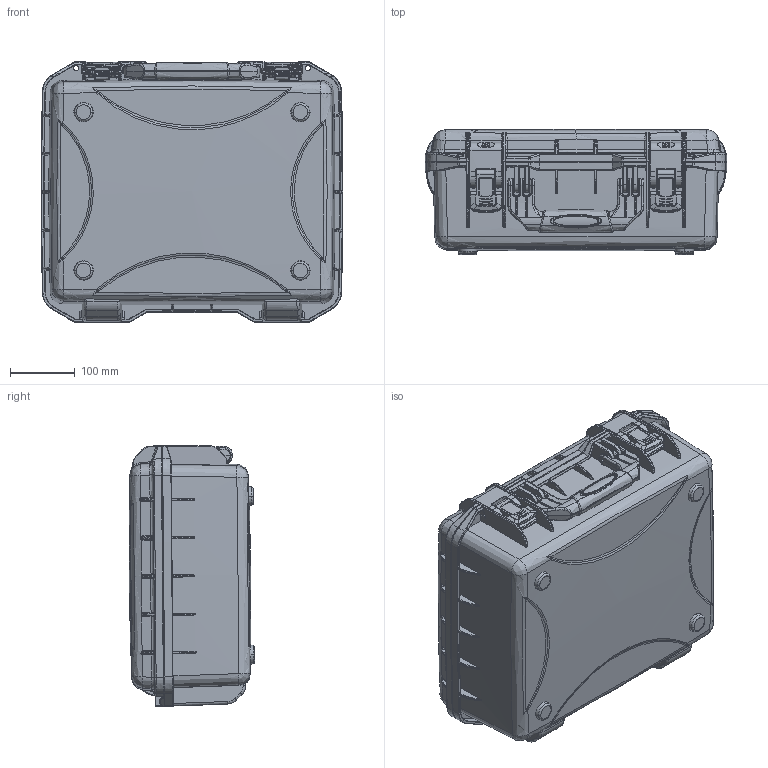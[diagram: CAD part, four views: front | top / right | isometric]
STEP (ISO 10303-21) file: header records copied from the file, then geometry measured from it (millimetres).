
FILE_DESCRIPTION (( 'STEP AP203' ), '1' );
FILE_NAME ('SIN-04640-19BK-8001.STEP', '2024-06-20T23:06:45', ( 'admin' ), ( '' ), 'SwSTEP 2.0', 'SolidWorks 2022', '' );
FILE_SCHEMA (( 'CONFIG_CONTROL_DESIGN' ));
Length unit declared in the file: millimetre
Products named in the file (5): X8001-XT_默认; X8001-SG_默认; LK8160_默认; 7035_默认; SIN-04640-19BK-8001
Assembly tree (5 placements, depth 2):
  SIN-04640-19BK-8001
    X8001-XT_默认
    X8001-SG_默认
    7035_默认
    LK8160_默认  x2
Bounding box: 465 x 193.5 x 401.67 mm (x, y, z)
Volume: 2658327.5 mm3; surface area: 1451195.4 mm2
Topology: 18 solids, 18 shells, 4652 faces, 11779 edges, 7049 vertices
Faces by surface type: bspline 2106, cylinder 1428, plane 854, cone 216, torus 48
Entity records: 219089 total; most frequent: CARTESIAN_POINT 146126, ORIENTED_EDGE 18646, DIRECTION 10369, EDGE_CURVE 9323, VERTEX_POINT 5687, B_SPLINE_CURVE_WITH_KNOTS 4340, AXIS2_PLACEMENT_3D 3989, EDGE_LOOP 3780
